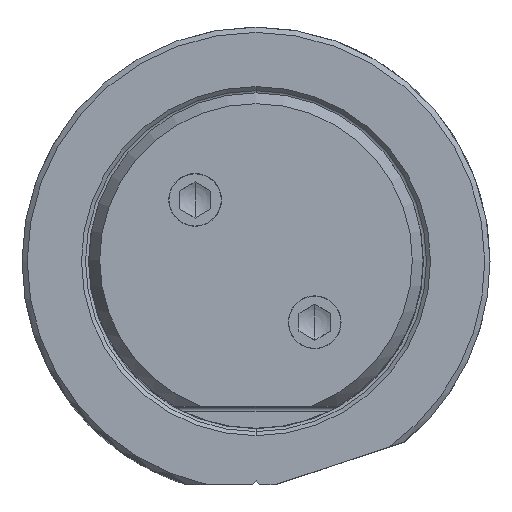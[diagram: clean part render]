
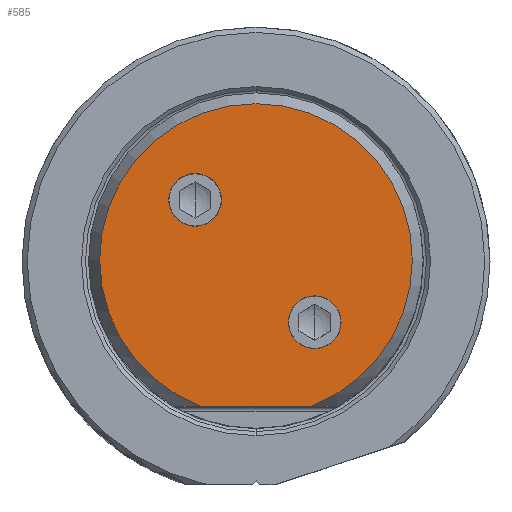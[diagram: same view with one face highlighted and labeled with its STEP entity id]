
A CAD part, top view. The second image highlights one B-rep face of the part: STEP entity #585.
In plain terms, the highlighted planar face has unit normal (0, 0, 1).
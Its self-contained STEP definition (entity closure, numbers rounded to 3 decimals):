
#86=PLANE('',#5598);
#585=ADVANCED_FACE('',(#911,#912,#913),#86,.T.);
#911=FACE_BOUND('',#1005,.T.);
#912=FACE_BOUND('',#1006,.T.);
#913=FACE_BOUND('',#1007,.T.);
#1005=EDGE_LOOP('',(#2633,#2634,#2635,#2636));
#1006=EDGE_LOOP('',(#2637,#2638));
#1007=EDGE_LOOP('',(#2639,#2640));
#1301=CIRCLE('',#5590,14.847);
#1302=CIRCLE('',#5591,14.847);
#1303=CIRCLE('',#5592,14.847);
#1304=CIRCLE('',#5594,2.5);
#1305=CIRCLE('',#5595,2.5);
#1306=CIRCLE('',#5596,2.5);
#1307=CIRCLE('',#5597,2.5);
#1626=LINE('',#11446,#1931);
#1931=VECTOR('',#6460,1.);
#2633=ORIENTED_EDGE('',*,*,#4590,.T.);
#2634=ORIENTED_EDGE('',*,*,#4589,.T.);
#2635=ORIENTED_EDGE('',*,*,#4586,.T.);
#2636=ORIENTED_EDGE('',*,*,#4591,.T.);
#2637=ORIENTED_EDGE('',*,*,#4592,.T.);
#2638=ORIENTED_EDGE('',*,*,#4593,.T.);
#2639=ORIENTED_EDGE('',*,*,#4594,.T.);
#2640=ORIENTED_EDGE('',*,*,#4595,.T.);
#3979=VERTEX_POINT('',#11447);
#3980=VERTEX_POINT('',#11448);
#3981=VERTEX_POINT('',#11459);
#3982=VERTEX_POINT('',#11461);
#3983=VERTEX_POINT('',#11465);
#3984=VERTEX_POINT('',#11466);
#3985=VERTEX_POINT('',#11469);
#3986=VERTEX_POINT('',#11470);
#4586=EDGE_CURVE('',#3979,#3980,#1626,.T.);
#4589=EDGE_CURVE('',#3981,#3979,#1301,.T.);
#4590=EDGE_CURVE('',#3982,#3981,#1302,.T.);
#4591=EDGE_CURVE('',#3980,#3982,#1303,.T.);
#4592=EDGE_CURVE('',#3983,#3984,#1304,.T.);
#4593=EDGE_CURVE('',#3984,#3983,#1305,.T.);
#4594=EDGE_CURVE('',#3985,#3986,#1306,.T.);
#4595=EDGE_CURVE('',#3986,#3985,#1307,.T.);
#5590=AXIS2_PLACEMENT_3D('',#11458,#6463,#6464);
#5591=AXIS2_PLACEMENT_3D('',#11460,#6465,#6466);
#5592=AXIS2_PLACEMENT_3D('',#11462,#6467,#6468);
#5594=AXIS2_PLACEMENT_3D('',#11464,#6471,#6472);
#5595=AXIS2_PLACEMENT_3D('',#11467,#6473,#6474);
#5596=AXIS2_PLACEMENT_3D('',#11468,#6475,#6476);
#5597=AXIS2_PLACEMENT_3D('',#11471,#6477,#6478);
#5598=AXIS2_PLACEMENT_3D('',#11472,#6479,#6480);
#6460=DIRECTION('',(1.,0.,0.));
#6463=DIRECTION('',(0.,0.,1.));
#6464=DIRECTION('',(-1.,0.,0.));
#6465=DIRECTION('',(0.,0.,1.));
#6466=DIRECTION('',(1.,0.,0.));
#6467=DIRECTION('',(0.,0.,1.));
#6468=DIRECTION('',(0.356,-0.935,0.));
#6471=DIRECTION('',(0.,0.,-1.));
#6472=DIRECTION('',(1.,0.,0.));
#6473=DIRECTION('',(0.,0.,-1.));
#6474=DIRECTION('',(-1.,0.,0.));
#6475=DIRECTION('',(0.,0.,-1.));
#6476=DIRECTION('',(1.,0.,0.));
#6477=DIRECTION('',(0.,0.,-1.));
#6478=DIRECTION('',(-1.,0.,0.));
#6479=DIRECTION('',(0.,0.,1.));
#6480=DIRECTION('',(1.,0.,0.));
#11446=CARTESIAN_POINT('',(-5.284,-13.875,60.33));
#11447=CARTESIAN_POINT('',(-5.284,-13.875,60.33));
#11448=CARTESIAN_POINT('',(5.284,-13.875,60.33));
#11458=CARTESIAN_POINT('',(0.,0.,60.33));
#11459=CARTESIAN_POINT('',(-14.847,0.,60.33));
#11460=CARTESIAN_POINT('',(0.,0.,60.33));
#11461=CARTESIAN_POINT('',(14.847,0.,60.33));
#11462=CARTESIAN_POINT('',(0.,0.,60.33));
#11464=CARTESIAN_POINT('',(-5.785,5.709,60.33));
#11465=CARTESIAN_POINT('',(-3.285,5.709,60.33));
#11466=CARTESIAN_POINT('',(-8.285,5.709,60.33));
#11467=CARTESIAN_POINT('',(-5.785,5.709,60.33));
#11468=CARTESIAN_POINT('',(5.582,-5.907,60.33));
#11469=CARTESIAN_POINT('',(8.082,-5.907,60.33));
#11470=CARTESIAN_POINT('',(3.082,-5.907,60.33));
#11471=CARTESIAN_POINT('',(5.582,-5.907,60.33));
#11472=CARTESIAN_POINT('',(0.,0.486,60.33));
